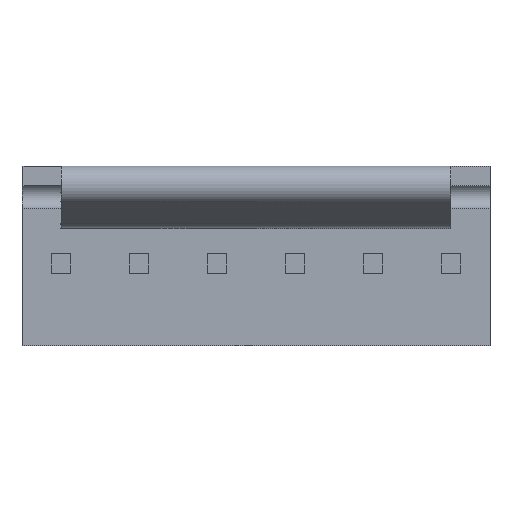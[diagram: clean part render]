
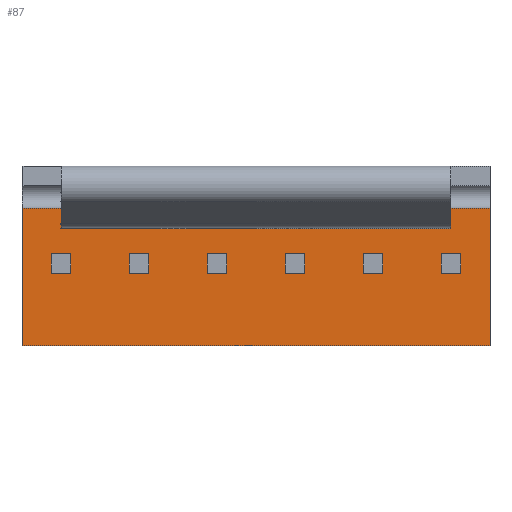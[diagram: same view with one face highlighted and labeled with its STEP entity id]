
A CAD part, top view. The second image highlights one B-rep face of the part: STEP entity #87.
In plain terms, the highlighted planar face has unit normal (0, 0, 1).
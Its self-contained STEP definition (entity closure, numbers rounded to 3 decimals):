
#87=ADVANCED_FACE('',(#189,#190,#191,#192,#193,#194,#195),#196,.T.);
#189=FACE_OUTER_BOUND('',#367,.T.);
#190=FACE_BOUND('',#368,.T.);
#191=FACE_BOUND('',#369,.T.);
#192=FACE_BOUND('',#370,.T.);
#193=FACE_BOUND('',#371,.T.);
#194=FACE_BOUND('',#372,.T.);
#195=FACE_BOUND('',#373,.T.);
#196=PLANE('',#374);
#367=EDGE_LOOP('',(#636,#637,#638,#639));
#368=EDGE_LOOP('',(#640,#641,#642,#643));
#369=EDGE_LOOP('',(#644,#645,#646,#647));
#370=EDGE_LOOP('',(#648,#649,#650,#651));
#371=EDGE_LOOP('',(#652,#653,#654,#655));
#372=EDGE_LOOP('',(#656,#657,#658,#659));
#373=EDGE_LOOP('',(#660,#661,#662,#663));
#374=AXIS2_PLACEMENT_3D('',#664,#665,#666);
#636=ORIENTED_EDGE('',*,*,#1245,.T.);
#637=ORIENTED_EDGE('',*,*,#1246,.F.);
#638=ORIENTED_EDGE('',*,*,#1247,.F.);
#639=ORIENTED_EDGE('',*,*,#1193,.T.);
#640=ORIENTED_EDGE('',*,*,#1248,.T.);
#641=ORIENTED_EDGE('',*,*,#1249,.F.);
#642=ORIENTED_EDGE('',*,*,#1250,.F.);
#643=ORIENTED_EDGE('',*,*,#1251,.T.);
#644=ORIENTED_EDGE('',*,*,#1252,.T.);
#645=ORIENTED_EDGE('',*,*,#1253,.F.);
#646=ORIENTED_EDGE('',*,*,#1254,.F.);
#647=ORIENTED_EDGE('',*,*,#1255,.T.);
#648=ORIENTED_EDGE('',*,*,#1256,.T.);
#649=ORIENTED_EDGE('',*,*,#1257,.F.);
#650=ORIENTED_EDGE('',*,*,#1258,.F.);
#651=ORIENTED_EDGE('',*,*,#1259,.T.);
#652=ORIENTED_EDGE('',*,*,#1260,.T.);
#653=ORIENTED_EDGE('',*,*,#1261,.F.);
#654=ORIENTED_EDGE('',*,*,#1262,.F.);
#655=ORIENTED_EDGE('',*,*,#1263,.T.);
#656=ORIENTED_EDGE('',*,*,#1264,.T.);
#657=ORIENTED_EDGE('',*,*,#1265,.F.);
#658=ORIENTED_EDGE('',*,*,#1266,.F.);
#659=ORIENTED_EDGE('',*,*,#1267,.T.);
#660=ORIENTED_EDGE('',*,*,#1268,.T.);
#661=ORIENTED_EDGE('',*,*,#1269,.F.);
#662=ORIENTED_EDGE('',*,*,#1270,.F.);
#663=ORIENTED_EDGE('',*,*,#1271,.T.);
#664=CARTESIAN_POINT('',(-7.62,1.359,0.0));
#665=DIRECTION('',(0.0,0.0,1.0));
#666=DIRECTION('',(1.0,0.0,0.0));
#1193=EDGE_CURVE('',#1416,#1414,#1417,.T.);
#1245=EDGE_CURVE('',#1414,#1508,#1510,.T.);
#1246=EDGE_CURVE('',#1511,#1508,#1512,.T.);
#1247=EDGE_CURVE('',#1416,#1511,#1513,.T.);
#1248=EDGE_CURVE('',#1514,#1515,#1516,.T.);
#1249=EDGE_CURVE('',#1517,#1515,#1518,.T.);
#1250=EDGE_CURVE('',#1519,#1517,#1520,.T.);
#1251=EDGE_CURVE('',#1519,#1514,#1521,.T.);
#1252=EDGE_CURVE('',#1522,#1523,#1524,.T.);
#1253=EDGE_CURVE('',#1525,#1523,#1526,.T.);
#1254=EDGE_CURVE('',#1527,#1525,#1528,.T.);
#1255=EDGE_CURVE('',#1527,#1522,#1529,.T.);
#1256=EDGE_CURVE('',#1530,#1531,#1532,.T.);
#1257=EDGE_CURVE('',#1533,#1531,#1534,.T.);
#1258=EDGE_CURVE('',#1535,#1533,#1536,.T.);
#1259=EDGE_CURVE('',#1535,#1530,#1537,.T.);
#1260=EDGE_CURVE('',#1538,#1539,#1540,.T.);
#1261=EDGE_CURVE('',#1541,#1539,#1542,.T.);
#1262=EDGE_CURVE('',#1543,#1541,#1544,.T.);
#1263=EDGE_CURVE('',#1543,#1538,#1545,.T.);
#1264=EDGE_CURVE('',#1546,#1547,#1548,.T.);
#1265=EDGE_CURVE('',#1549,#1547,#1550,.T.);
#1266=EDGE_CURVE('',#1551,#1549,#1552,.T.);
#1267=EDGE_CURVE('',#1551,#1546,#1553,.T.);
#1268=EDGE_CURVE('',#1554,#1555,#1556,.T.);
#1269=EDGE_CURVE('',#1557,#1555,#1558,.T.);
#1270=EDGE_CURVE('',#1559,#1557,#1560,.T.);
#1271=EDGE_CURVE('',#1559,#1554,#1561,.T.);
#1414=VERTEX_POINT('',#1767);
#1416=VERTEX_POINT('',#1770);
#1417=LINE('',#1771,#1772);
#1508=VERTEX_POINT('',#1910);
#1510=LINE('',#1913,#1914);
#1511=VERTEX_POINT('',#1915);
#1512=LINE('',#1916,#1917);
#1513=LINE('',#1918,#1919);
#1514=VERTEX_POINT('',#1920);
#1515=VERTEX_POINT('',#1921);
#1516=LINE('',#1922,#1923);
#1517=VERTEX_POINT('',#1924);
#1518=LINE('',#1925,#1926);
#1519=VERTEX_POINT('',#1927);
#1520=LINE('',#1928,#1929);
#1521=LINE('',#1930,#1931);
#1522=VERTEX_POINT('',#1932);
#1523=VERTEX_POINT('',#1933);
#1524=LINE('',#1934,#1935);
#1525=VERTEX_POINT('',#1936);
#1526=LINE('',#1937,#1938);
#1527=VERTEX_POINT('',#1939);
#1528=LINE('',#1940,#1941);
#1529=LINE('',#1942,#1943);
#1530=VERTEX_POINT('',#1944);
#1531=VERTEX_POINT('',#1945);
#1532=LINE('',#1946,#1947);
#1533=VERTEX_POINT('',#1948);
#1534=LINE('',#1949,#1950);
#1535=VERTEX_POINT('',#1951);
#1536=LINE('',#1952,#1953);
#1537=LINE('',#1954,#1955);
#1538=VERTEX_POINT('',#1956);
#1539=VERTEX_POINT('',#1957);
#1540=LINE('',#1958,#1959);
#1541=VERTEX_POINT('',#1960);
#1542=LINE('',#1961,#1962);
#1543=VERTEX_POINT('',#1963);
#1544=LINE('',#1964,#1965);
#1545=LINE('',#1966,#1967);
#1546=VERTEX_POINT('',#1968);
#1547=VERTEX_POINT('',#1969);
#1548=LINE('',#1970,#1971);
#1549=VERTEX_POINT('',#1972);
#1550=LINE('',#1973,#1974);
#1551=VERTEX_POINT('',#1975);
#1552=LINE('',#1976,#1977);
#1553=LINE('',#1978,#1979);
#1554=VERTEX_POINT('',#1980);
#1555=VERTEX_POINT('',#1981);
#1556=LINE('',#1982,#1983);
#1557=VERTEX_POINT('',#1984);
#1558=LINE('',#1985,#1986);
#1559=VERTEX_POINT('',#1987);
#1560=LINE('',#1988,#1989);
#1561=LINE('',#1990,#1991);
#1767=CARTESIAN_POINT('',(-7.62,-3.112,0.0));
#1770=CARTESIAN_POINT('',(-7.62,1.359,0.0));
#1771=CARTESIAN_POINT('',(-7.62,1.359,0.0));
#1772=VECTOR('',#2295,4.47);
#1910=CARTESIAN_POINT('',(7.62,-3.112,0.0));
#1913=CARTESIAN_POINT('',(-7.62,-3.112,0.0));
#1914=VECTOR('',#2353,15.24);
#1915=CARTESIAN_POINT('',(7.62,1.359,0.0));
#1916=CARTESIAN_POINT('',(7.62,1.359,0.0));
#1917=VECTOR('',#2354,4.47);
#1918=CARTESIAN_POINT('',(-7.62,1.359,0.0));
#1919=VECTOR('',#2355,15.24);
#1920=CARTESIAN_POINT('',(6.033,-0.127,0.0));
#1921=CARTESIAN_POINT('',(6.668,-0.127,0.0));
#1922=CARTESIAN_POINT('',(6.033,-0.127,0.0));
#1923=VECTOR('',#2356,0.635);
#1924=CARTESIAN_POINT('',(6.668,-0.762,0.0));
#1925=CARTESIAN_POINT('',(6.668,-0.762,0.0));
#1926=VECTOR('',#2357,0.635);
#1927=CARTESIAN_POINT('',(6.033,-0.762,0.0));
#1928=CARTESIAN_POINT('',(6.033,-0.762,0.0));
#1929=VECTOR('',#2358,0.635);
#1930=CARTESIAN_POINT('',(6.033,-0.762,0.0));
#1931=VECTOR('',#2359,0.635);
#1932=CARTESIAN_POINT('',(3.493,-0.127,0.0));
#1933=CARTESIAN_POINT('',(4.128,-0.127,0.0));
#1934=CARTESIAN_POINT('',(3.493,-0.127,0.0));
#1935=VECTOR('',#2360,0.635);
#1936=CARTESIAN_POINT('',(4.128,-0.762,0.0));
#1937=CARTESIAN_POINT('',(4.128,-0.762,0.0));
#1938=VECTOR('',#2361,0.635);
#1939=CARTESIAN_POINT('',(3.493,-0.762,0.0));
#1940=CARTESIAN_POINT('',(3.493,-0.762,0.0));
#1941=VECTOR('',#2362,0.635);
#1942=CARTESIAN_POINT('',(3.493,-0.762,0.0));
#1943=VECTOR('',#2363,0.635);
#1944=CARTESIAN_POINT('',(0.953,-0.127,0.0));
#1945=CARTESIAN_POINT('',(1.588,-0.127,0.0));
#1946=CARTESIAN_POINT('',(0.953,-0.127,0.0));
#1947=VECTOR('',#2364,0.635);
#1948=CARTESIAN_POINT('',(1.588,-0.762,0.0));
#1949=CARTESIAN_POINT('',(1.588,-0.762,0.0));
#1950=VECTOR('',#2365,0.635);
#1951=CARTESIAN_POINT('',(0.953,-0.762,0.0));
#1952=CARTESIAN_POINT('',(0.953,-0.762,0.0));
#1953=VECTOR('',#2366,0.635);
#1954=CARTESIAN_POINT('',(0.953,-0.762,0.0));
#1955=VECTOR('',#2367,0.635);
#1956=CARTESIAN_POINT('',(-1.588,-0.127,0.0));
#1957=CARTESIAN_POINT('',(-0.953,-0.127,0.0));
#1958=CARTESIAN_POINT('',(-1.588,-0.127,0.0));
#1959=VECTOR('',#2368,0.635);
#1960=CARTESIAN_POINT('',(-0.953,-0.762,0.0));
#1961=CARTESIAN_POINT('',(-0.953,-0.762,0.0));
#1962=VECTOR('',#2369,0.635);
#1963=CARTESIAN_POINT('',(-1.588,-0.762,0.0));
#1964=CARTESIAN_POINT('',(-1.588,-0.762,0.0));
#1965=VECTOR('',#2370,0.635);
#1966=CARTESIAN_POINT('',(-1.588,-0.762,0.0));
#1967=VECTOR('',#2371,0.635);
#1968=CARTESIAN_POINT('',(-4.128,-0.127,0.0));
#1969=CARTESIAN_POINT('',(-3.493,-0.127,0.0));
#1970=CARTESIAN_POINT('',(-4.128,-0.127,0.0));
#1971=VECTOR('',#2372,0.635);
#1972=CARTESIAN_POINT('',(-3.493,-0.762,0.0));
#1973=CARTESIAN_POINT('',(-3.493,-0.762,0.0));
#1974=VECTOR('',#2373,0.635);
#1975=CARTESIAN_POINT('',(-4.128,-0.762,0.0));
#1976=CARTESIAN_POINT('',(-4.128,-0.762,0.0));
#1977=VECTOR('',#2374,0.635);
#1978=CARTESIAN_POINT('',(-4.128,-0.762,0.0));
#1979=VECTOR('',#2375,0.635);
#1980=CARTESIAN_POINT('',(-6.668,-0.127,0.0));
#1981=CARTESIAN_POINT('',(-6.033,-0.127,0.0));
#1982=CARTESIAN_POINT('',(-6.668,-0.127,0.0));
#1983=VECTOR('',#2376,0.635);
#1984=CARTESIAN_POINT('',(-6.033,-0.762,0.0));
#1985=CARTESIAN_POINT('',(-6.033,-0.762,0.0));
#1986=VECTOR('',#2377,0.635);
#1987=CARTESIAN_POINT('',(-6.668,-0.762,0.0));
#1988=CARTESIAN_POINT('',(-6.668,-0.762,0.0));
#1989=VECTOR('',#2378,0.635);
#1990=CARTESIAN_POINT('',(-6.668,-0.762,0.0));
#1991=VECTOR('',#2379,0.635);
#2295=DIRECTION('',(0.0,-1.0,0.0));
#2353=DIRECTION('',(1.0,0.0,0.0));
#2354=DIRECTION('',(0.0,-1.0,0.0));
#2355=DIRECTION('',(1.0,0.0,0.0));
#2356=DIRECTION('',(1.0,0.0,0.0));
#2357=DIRECTION('',(0.0,1.0,0.0));
#2358=DIRECTION('',(1.0,0.0,0.0));
#2359=DIRECTION('',(0.0,1.0,0.0));
#2360=DIRECTION('',(1.0,0.0,0.0));
#2361=DIRECTION('',(0.0,1.0,0.0));
#2362=DIRECTION('',(1.0,0.0,0.0));
#2363=DIRECTION('',(0.0,1.0,0.0));
#2364=DIRECTION('',(1.0,0.0,0.0));
#2365=DIRECTION('',(0.0,1.0,0.0));
#2366=DIRECTION('',(1.0,0.0,0.0));
#2367=DIRECTION('',(0.0,1.0,0.0));
#2368=DIRECTION('',(1.0,0.0,0.0));
#2369=DIRECTION('',(0.0,1.0,0.0));
#2370=DIRECTION('',(1.0,0.0,0.0));
#2371=DIRECTION('',(0.0,1.0,0.0));
#2372=DIRECTION('',(1.0,0.0,0.0));
#2373=DIRECTION('',(0.0,1.0,0.0));
#2374=DIRECTION('',(1.0,0.0,0.0));
#2375=DIRECTION('',(0.0,1.0,0.0));
#2376=DIRECTION('',(1.0,0.0,0.0));
#2377=DIRECTION('',(0.0,1.0,0.0));
#2378=DIRECTION('',(1.0,0.0,0.0));
#2379=DIRECTION('',(0.0,1.0,0.0));
